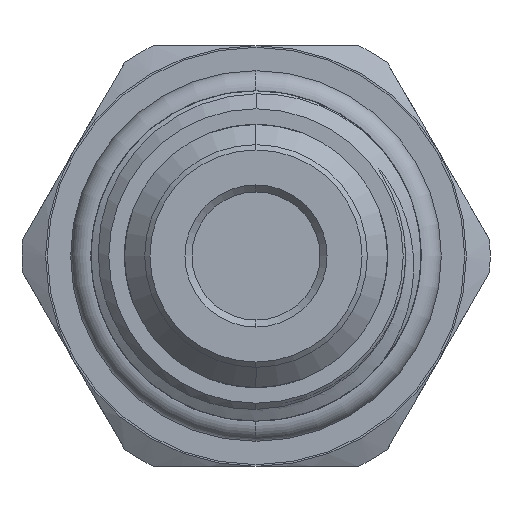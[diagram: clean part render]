
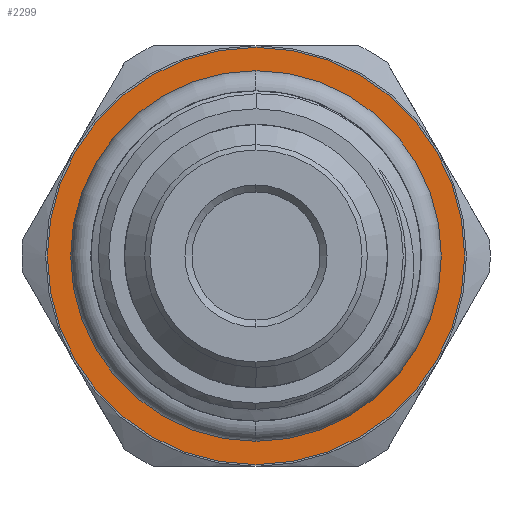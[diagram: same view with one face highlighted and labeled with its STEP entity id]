
A CAD part, left-side view. The second image highlights one B-rep face of the part: STEP entity #2299.
In plain terms, the highlighted planar face has unit normal (-1, 0, 0).
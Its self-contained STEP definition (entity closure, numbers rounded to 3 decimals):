
#361 = CARTESIAN_POINT ( 'NONE',  ( -37.924, 0., 0. ) ) ;
#362 = DIRECTION ( 'NONE',  ( -1., 0., 0. ) ) ;
#363 = DIRECTION ( 'NONE',  ( 0., 0., 1. ) ) ;
#640 = CARTESIAN_POINT ( 'NONE',  ( -37.924, 0., 0. ) ) ;
#641 = DIRECTION ( 'NONE',  ( 1., 0., 0. ) ) ;
#642 = DIRECTION ( 'NONE',  ( 0., 0., 1. ) ) ;
#959 = CARTESIAN_POINT ( 'NONE',  ( -37.924, 0., -11.9 ) ) ;
#963 = CARTESIAN_POINT ( 'NONE',  ( -37.924, 0., 8.895 ) ) ;
#1009 = CARTESIAN_POINT ( 'NONE',  ( -37.924, 0., 11.9 ) ) ;
#1213 = CARTESIAN_POINT ( 'NONE',  ( -37.924, 0., -8.895 ) ) ;
#2299 = ADVANCED_FACE ( 'NONE', ( #10931, #10943 ), #11286, .T. ) ;
#5795 = EDGE_CURVE ( 'NONE', #10827, #9252, #10445, .T. ) ;
#5990 = EDGE_CURVE ( 'NONE', #9415, #9247, #7078, .T. ) ;
#6007 = AXIS2_PLACEMENT_3D ( 'NONE', #11284, #11292, #11258 ) ;
#6028 = EDGE_CURVE ( 'NONE', #9247, #9415, #6978, .T. ) ;
#6088 = EDGE_CURVE ( 'NONE', #9252, #10827, #7134, .T. ) ;
#6978 = CIRCLE ( 'NONE', #10055, 11.9 ) ;
#7078 = CIRCLE ( 'NONE', #10167, 11.9 ) ;
#7134 = CIRCLE ( 'NONE', #10074, 8.895 ) ;
#7352 = ORIENTED_EDGE ( 'NONE', *, *, #5795, .T. ) ;
#7367 = EDGE_LOOP ( 'NONE', ( #7749, #7645 ) ) ;
#7645 = ORIENTED_EDGE ( 'NONE', *, *, #6028, .T. ) ;
#7749 = ORIENTED_EDGE ( 'NONE', *, *, #5990, .T. ) ;
#7786 = ORIENTED_EDGE ( 'NONE', *, *, #6088, .T. ) ;
#7857 = EDGE_LOOP ( 'NONE', ( #7786, #7352 ) ) ;
#8303 = DIRECTION ( 'NONE',  ( 0., 0., 1. ) ) ;
#8304 = DIRECTION ( 'NONE',  ( 1., 0., 0. ) ) ;
#8305 = CARTESIAN_POINT ( 'NONE',  ( -37.924, 0., 0. ) ) ;
#9000 = DIRECTION ( 'NONE',  ( 0., 0., 1. ) ) ;
#9001 = DIRECTION ( 'NONE',  ( -1., 0., 0. ) ) ;
#9002 = CARTESIAN_POINT ( 'NONE',  ( -37.924, 0., 0. ) ) ;
#9247 = VERTEX_POINT ( 'NONE', #959 ) ;
#9252 = VERTEX_POINT ( 'NONE', #963 ) ;
#9415 = VERTEX_POINT ( 'NONE', #1009 ) ;
#10055 = AXIS2_PLACEMENT_3D ( 'NONE', #361, #362, #363 ) ;
#10074 = AXIS2_PLACEMENT_3D ( 'NONE', #640, #641, #642 ) ;
#10167 = AXIS2_PLACEMENT_3D ( 'NONE', #9002, #9001, #9000 ) ;
#10265 = AXIS2_PLACEMENT_3D ( 'NONE', #8305, #8304, #8303 ) ;
#10445 = CIRCLE ( 'NONE', #10265, 8.895 ) ;
#10827 = VERTEX_POINT ( 'NONE', #1213 ) ;
#10931 = FACE_BOUND ( 'NONE', #7857, .T. ) ;
#10943 = FACE_OUTER_BOUND ( 'NONE', #7367, .T. ) ;
#11258 = DIRECTION ( 'NONE',  ( 0., 0., 1. ) ) ;
#11284 = CARTESIAN_POINT ( 'NONE',  ( -37.924, 11.9, 0. ) ) ;
#11286 = PLANE ( 'NONE',  #6007 ) ;
#11292 = DIRECTION ( 'NONE',  ( -1., 0., 0. ) ) ;
